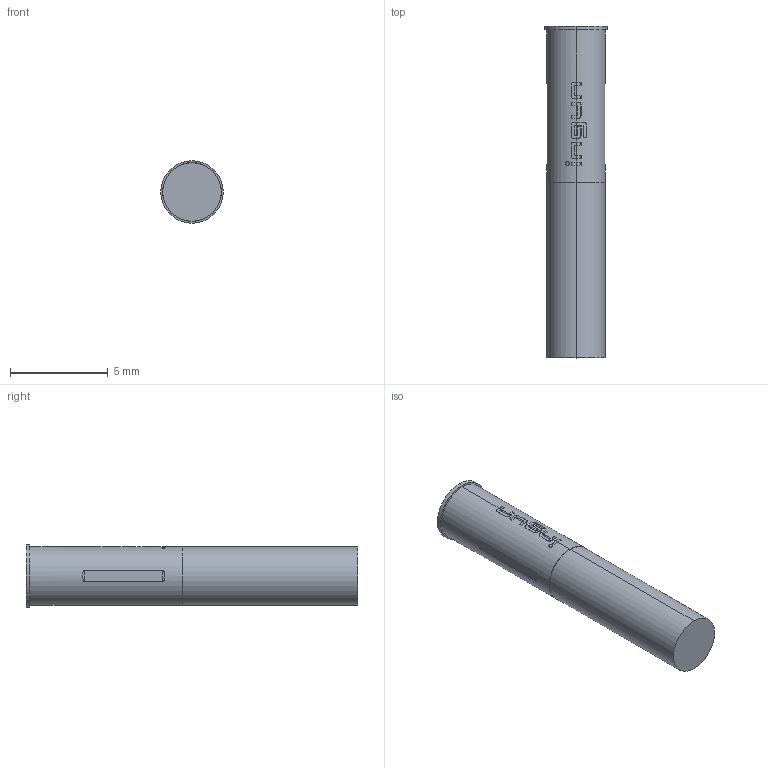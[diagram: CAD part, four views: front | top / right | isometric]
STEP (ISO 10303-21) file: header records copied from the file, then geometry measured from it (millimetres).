
FILE_DESCRIPTION (( 'STEP AP203' ), '1' );
FILE_NAME ('INGUN_KS-713_35.STEP', '2022-02-09T08:36:10', ( 'ochi' ), ( '' ), 'SwSTEP 2.0', 'SolidWorks 2018', '' );
FILE_SCHEMA (( 'CONFIG_CONTROL_DESIGN' ));
Length unit declared in the file: millimetre
Products named in the file (1): INGUN_KS-713_35
Bounding box: 3.2 x 17 x 3.2 mm (x, y, z)
Volume: 119.9 mm3; surface area: 176.3 mm2
Topology: 1 solids, 1 shells, 98 faces, 272 edges, 180 vertices
Faces by surface type: plane 45, cylinder 29, bspline 22, cone 2
Entity records: 3555 total; most frequent: CARTESIAN_POINT 1123, ORIENTED_EDGE 544, DIRECTION 424, EDGE_CURVE 272, VERTEX_POINT 180, AXIS2_PLACEMENT_3D 165, EDGE_LOOP 102, FACE_OUTER_BOUND 98
